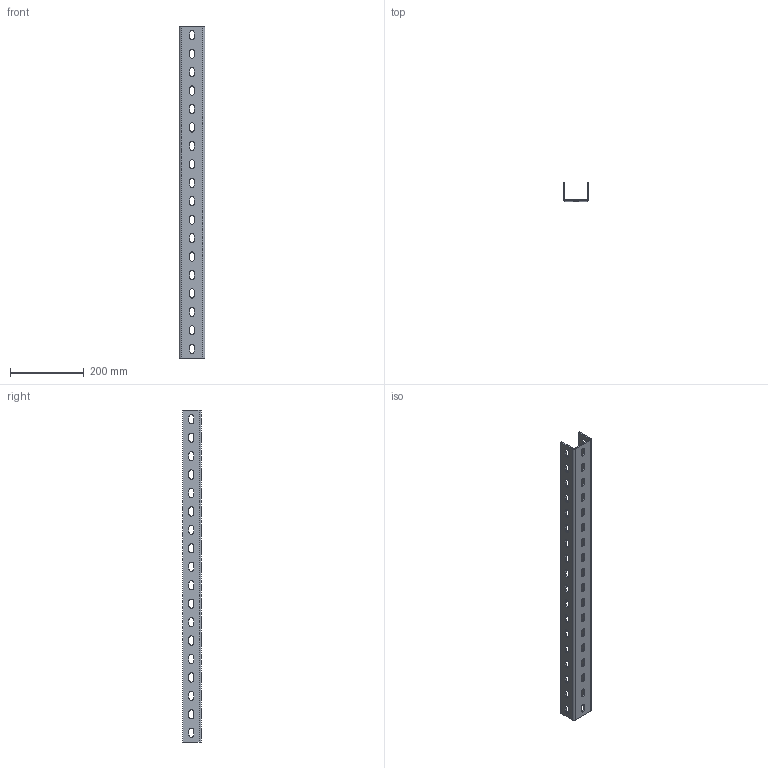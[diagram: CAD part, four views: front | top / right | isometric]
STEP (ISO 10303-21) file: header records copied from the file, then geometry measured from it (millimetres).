
FILE_DESCRIPTION (( 'STEP AP214' ), '1' );
FILE_NAME ('Äåòàë900.STEP', '2023-04-03T09:01:39', ( '' ), ( '' ), 'SwSTEP 2.0', 'SolidWorks 2022', '' );
FILE_SCHEMA (( 'AUTOMOTIVE_DESIGN' ));
Length unit declared in the file: millimetre
Products named in the file (1): Детал900
Bounding box: 70 x 50 x 900 mm (x, y, z)
Volume: 510581.7 mm3; surface area: 277641.7 mm2
Topology: 1 solids, 1 shells, 284 faces, 846 edges, 564 vertices
Faces by surface type: cylinder 166, plane 118
Entity records: 9912 total; most frequent: DIRECTION 1748, CARTESIAN_POINT 1695, ORIENTED_EDGE 1692, EDGE_CURVE 846, AXIS2_PLACEMENT_3D 617, VERTEX_POINT 564, LINE 514, VECTOR 514
